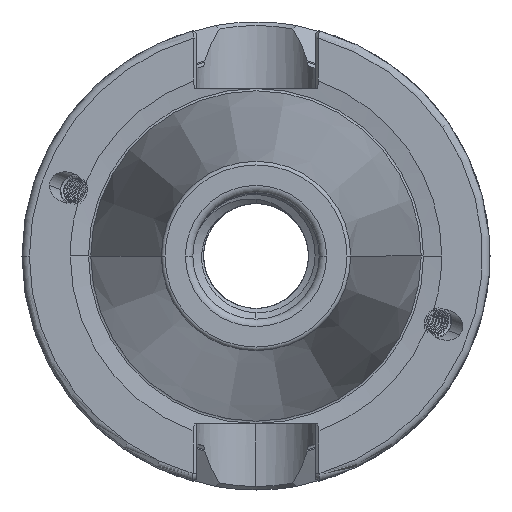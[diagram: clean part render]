
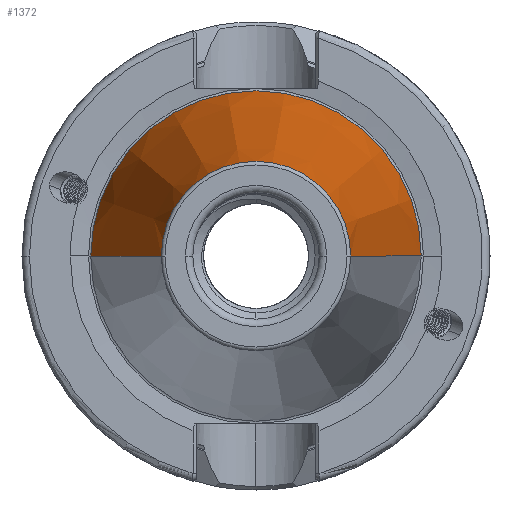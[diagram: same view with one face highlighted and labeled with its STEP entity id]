
A CAD part, left-side view. The second image highlights one B-rep face of the part: STEP entity #1372.
In plain terms, the highlighted conical face has half-angle 8.297 degrees and reference radius 22.24 mm.
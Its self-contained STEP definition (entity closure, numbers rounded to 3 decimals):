
#483 = CARTESIAN_POINT ( 'NONE',  ( -0.9, -22.24, 0. ) ) ;
#508 = CARTESIAN_POINT ( 'NONE',  ( -65.972, -12.75, 0. ) ) ;
#561 = CARTESIAN_POINT ( 'NONE',  ( -0.9, 22.24, 0. ) ) ;
#580 = CARTESIAN_POINT ( 'NONE',  ( -65.972, 12.75, 0. ) ) ;
#1372 = ADVANCED_FACE ( 'NONE', ( #12096 ), #12107, .T. ) ;
#2514 = VERTEX_POINT ( 'NONE', #483 ) ;
#2519 = VERTEX_POINT ( 'NONE', #508 ) ;
#2529 = VERTEX_POINT ( 'NONE', #580 ) ;
#2545 = VERTEX_POINT ( 'NONE', #561 ) ;
#2886 = EDGE_LOOP ( 'NONE', ( #3345, #3289, #3336, #3342 ) ) ;
#3289 = ORIENTED_EDGE ( 'NONE', *, *, #4160, .T. ) ;
#3336 = ORIENTED_EDGE ( 'NONE', *, *, #4180, .F. ) ;
#3342 = ORIENTED_EDGE ( 'NONE', *, *, #4193, .F. ) ;
#3345 = ORIENTED_EDGE ( 'NONE', *, *, #4191, .T. ) ;
#3710 = AXIS2_PLACEMENT_3D ( 'NONE', #6005, #5967, #5989 ) ;
#4160 = EDGE_CURVE ( 'NONE', #2519, #2514, #10180, .T. ) ;
#4180 = EDGE_CURVE ( 'NONE', #2545, #2514, #10209, .T. ) ;
#4191 = EDGE_CURVE ( 'NONE', #2529, #2519, #10230, .T. ) ;
#4193 = EDGE_CURVE ( 'NONE', #2529, #2545, #10255, .T. ) ;
#5918 = AXIS2_PLACEMENT_3D ( 'NONE', #10730, #10715, #10696 ) ;
#5930 = AXIS2_PLACEMENT_3D ( 'NONE', #10780, #10782, #10822 ) ;
#5967 = DIRECTION ( 'NONE',  ( 1., 0., 0. ) ) ;
#5989 = DIRECTION ( 'NONE',  ( 0., 1., 0. ) ) ;
#6005 = CARTESIAN_POINT ( 'NONE',  ( -0.9, 0., 0. ) ) ;
#10180 = LINE ( 'NONE', #10559, #10195 ) ;
#10195 = VECTOR ( 'NONE', #10515, 1000. ) ;
#10209 = CIRCLE ( 'NONE', #5918, 22.24 ) ;
#10230 = CIRCLE ( 'NONE', #5930, 12.75 ) ;
#10244 = VECTOR ( 'NONE', #10835, 1000. ) ;
#10255 = LINE ( 'NONE', #10813, #10244 ) ;
#10515 = DIRECTION ( 'NONE',  ( 0.99, -0.144, 0. ) ) ;
#10559 = CARTESIAN_POINT ( 'NONE',  ( -0.9, -22.24, 0. ) ) ;
#10696 = DIRECTION ( 'NONE',  ( 0., 1., 0. ) ) ;
#10715 = DIRECTION ( 'NONE',  ( 1., 0., 0. ) ) ;
#10730 = CARTESIAN_POINT ( 'NONE',  ( -0.9, 0., 0. ) ) ;
#10780 = CARTESIAN_POINT ( 'NONE',  ( -65.972, 0., 0. ) ) ;
#10782 = DIRECTION ( 'NONE',  ( 1., 0., 0. ) ) ;
#10813 = CARTESIAN_POINT ( 'NONE',  ( -0.9, 22.24, 0. ) ) ;
#10822 = DIRECTION ( 'NONE',  ( 0., 1., 0. ) ) ;
#10835 = DIRECTION ( 'NONE',  ( 0.99, 0.144, 0. ) ) ;
#12096 = FACE_OUTER_BOUND ( 'NONE', #2886, .T. ) ;
#12107 = CONICAL_SURFACE ( 'NONE', #3710, 22.24, 0.145 ) ;
